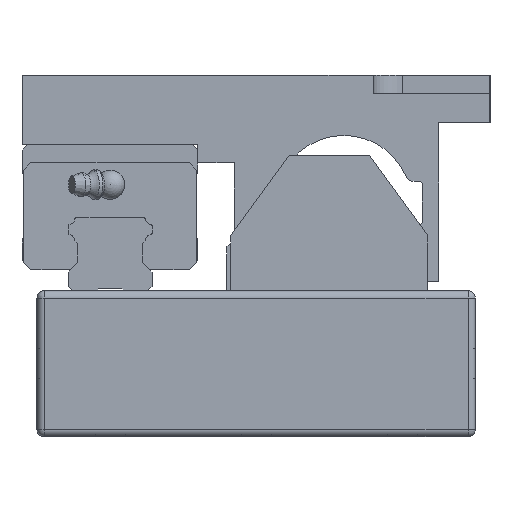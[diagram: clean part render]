
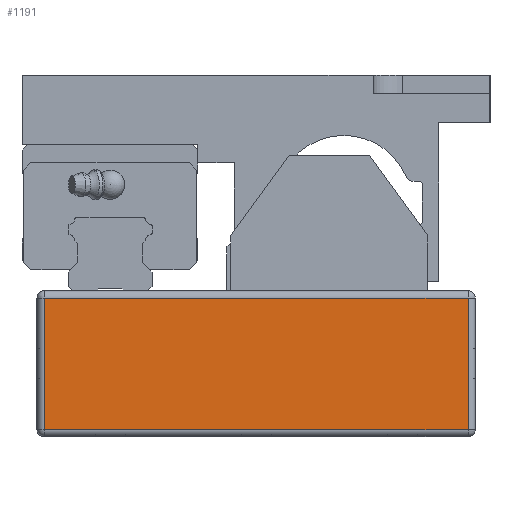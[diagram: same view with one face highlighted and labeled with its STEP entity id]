
A CAD part, left-side view. The second image highlights one B-rep face of the part: STEP entity #1191.
In plain terms, the highlighted planar face has unit normal (-1, 0, 0).
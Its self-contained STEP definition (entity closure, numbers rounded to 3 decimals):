
#1191 = ADVANCED_FACE( '', ( #2513 ), #2514, .T. );
#2513 = FACE_OUTER_BOUND( '', #3976, .T. );
#2514 = PLANE( '', #3977 );
#3976 = EDGE_LOOP( '', ( #7282, #7283, #7284, #7285 ) );
#3977 = AXIS2_PLACEMENT_3D( '', #7286, #7287, #7288 );
#7282 = ORIENTED_EDGE( '', *, *, #9081, .F. );
#7283 = ORIENTED_EDGE( '', *, *, #8445, .F. );
#7284 = ORIENTED_EDGE( '', *, *, #8912, .F. );
#7285 = ORIENTED_EDGE( '', *, *, #8597, .F. );
#7286 = CARTESIAN_POINT( '', ( -443., 58., 38. ) );
#7287 = DIRECTION( '', ( -1., 0., 0. ) );
#7288 = DIRECTION( '', ( 0., 0., 1. ) );
#8445 = EDGE_CURVE( '', #10156, #10309, #10310, .T. );
#8597 = EDGE_CURVE( '', #9209, #10528, #10529, .T. );
#8912 = EDGE_CURVE( '', #10528, #10156, #10946, .T. );
#9081 = EDGE_CURVE( '', #10309, #9209, #11145, .T. );
#9209 = VERTEX_POINT( '', #11291 );
#10156 = VERTEX_POINT( '', #12539 );
#10309 = VERTEX_POINT( '', #12747 );
#10310 = LINE( '', #12748, #12749 );
#10528 = VERTEX_POINT( '', #13110 );
#10529 = LINE( '', #13111, #13112 );
#10946 = LINE( '', #13745, #13746 );
#11145 = LINE( '', #14018, #14019 );
#11291 = CARTESIAN_POINT( '', ( -443., 58., 38. ) );
#12539 = CARTESIAN_POINT( '', ( -443., -58., 2. ) );
#12747 = CARTESIAN_POINT( '', ( -443., 58., 2. ) );
#12748 = CARTESIAN_POINT( '', ( -443., 58., 2. ) );
#12749 = VECTOR( '', #15002, 1000. );
#13110 = CARTESIAN_POINT( '', ( -443., -58., 38. ) );
#13111 = CARTESIAN_POINT( '', ( -443., -58., 38. ) );
#13112 = VECTOR( '', #15170, 1000. );
#13745 = CARTESIAN_POINT( '', ( -443., -58., 2. ) );
#13746 = VECTOR( '', #15477, 1000. );
#14018 = CARTESIAN_POINT( '', ( -443., 58., 38. ) );
#14019 = VECTOR( '', #15605, 1000. );
#15002 = DIRECTION( '', ( 0., 1., 0. ) );
#15170 = DIRECTION( '', ( 0., -1., 0. ) );
#15477 = DIRECTION( '', ( 0., 0., -1. ) );
#15605 = DIRECTION( '', ( 0., 0., 1. ) );
